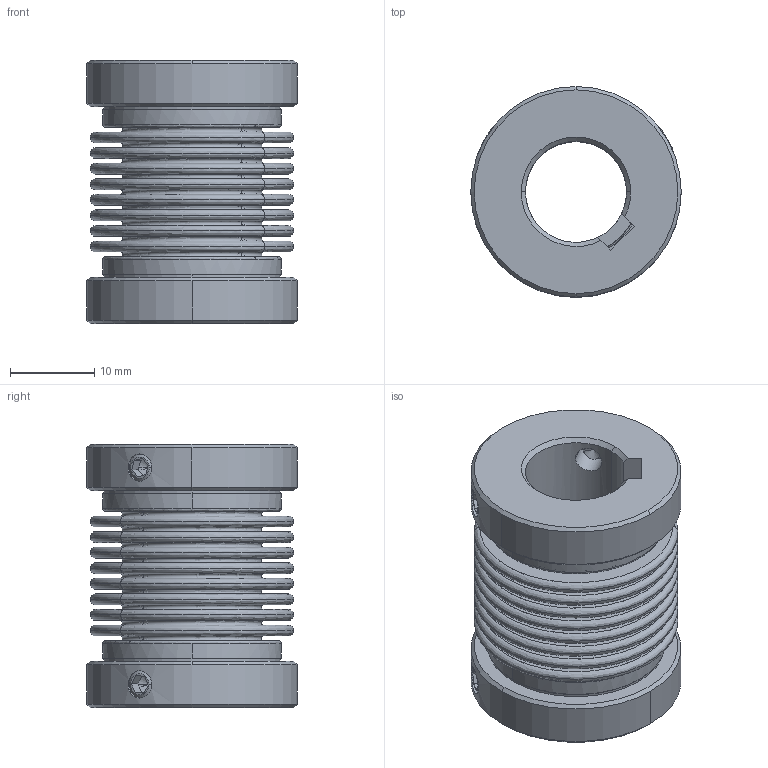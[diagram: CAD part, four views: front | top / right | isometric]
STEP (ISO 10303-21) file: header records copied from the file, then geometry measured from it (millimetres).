
FILE_DESCRIPTION (( 'STEP AP203' ), '1' );
FILE_NAME ('M016_9404-S12-12.STEP', '2018-03-29T06:56:49', ( '' ), ( '' ), 'SwSTEP 2.0', 'SolidWorks 2016', '' );
FILE_SCHEMA (( 'CONFIG_CONTROL_DESIGN' ));
Length unit declared in the file: millimetre
Products named in the file (1): M016_9404-S12-12
Bounding box: 25 x 25 x 31.25 mm (x, y, z)
Volume: 6538.3 mm3; surface area: 13788.5 mm2
Topology: 3 solids, 3 shells, 328 faces, 724 edges, 436 vertices
Faces by surface type: plane 120, bspline 114, cone 50, cylinder 44
Entity records: 17398 total; most frequent: CARTESIAN_POINT 10781, ORIENTED_EDGE 1416, DIRECTION 1278, EDGE_CURVE 708, AXIS2_PLACEMENT_3D 529, VERTEX_POINT 436, EDGE_LOOP 384, ADVANCED_FACE 328
